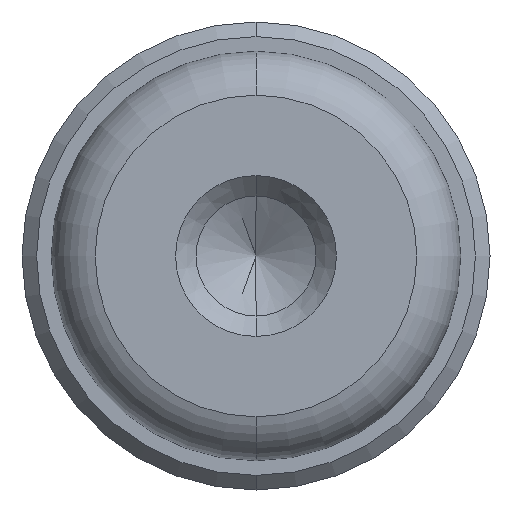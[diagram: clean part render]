
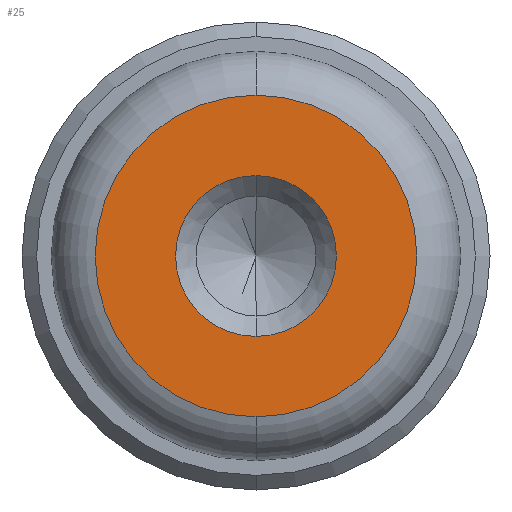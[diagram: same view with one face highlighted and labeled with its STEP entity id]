
A CAD part, front view. The second image highlights one B-rep face of the part: STEP entity #25.
In plain terms, the highlighted planar face has unit normal (0, -1, 0).
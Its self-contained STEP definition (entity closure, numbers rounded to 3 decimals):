
#11 = EDGE_CURVE ( 'NONE', #399, #437, #186, .T. ) ;
#12 = EDGE_CURVE ( 'NONE', #432, #541, #164, .T. ) ;
#25 = ADVANCED_FACE ( 'NONE', ( #94, #118 ), #527, .T. ) ;
#38 = EDGE_LOOP ( 'NONE', ( #584, #387 ) ) ;
#54 = AXIS2_PLACEMENT_3D ( 'NONE', #550, #543, #317 ) ;
#70 = AXIS2_PLACEMENT_3D ( 'NONE', #482, #285, #345 ) ;
#94 = FACE_BOUND ( 'NONE', #38, .T. ) ;
#95 = AXIS2_PLACEMENT_3D ( 'NONE', #510, #518, #578 ) ;
#103 = AXIS2_PLACEMENT_3D ( 'NONE', #305, #371, #365 ) ;
#118 = FACE_OUTER_BOUND ( 'NONE', #468, .T. ) ;
#159 = CIRCLE ( 'NONE', #629, 5.5 ) ;
#164 = CIRCLE ( 'NONE', #95, 2.75 ) ;
#186 = CIRCLE ( 'NONE', #70, 5.5 ) ;
#194 = CIRCLE ( 'NONE', #103, 2.75 ) ;
#201 = EDGE_CURVE ( 'NONE', #541, #432, #194, .T. ) ;
#210 = EDGE_CURVE ( 'NONE', #437, #399, #159, .T. ) ;
#265 = DIRECTION ( 'NONE',  ( 0., -1., 0. ) ) ;
#271 = ORIENTED_EDGE ( 'NONE', *, *, #11, .T. ) ;
#276 = ORIENTED_EDGE ( 'NONE', *, *, #210, .T. ) ;
#285 = DIRECTION ( 'NONE',  ( 0., -1., 0. ) ) ;
#305 = CARTESIAN_POINT ( 'NONE',  ( 0., -3., 0. ) ) ;
#317 = DIRECTION ( 'NONE',  ( 0., 0., -1. ) ) ;
#345 = DIRECTION ( 'NONE',  ( 0., 0., -1. ) ) ;
#365 = DIRECTION ( 'NONE',  ( 0., 0., -1. ) ) ;
#371 = DIRECTION ( 'NONE',  ( 0., -1., 0. ) ) ;
#387 = ORIENTED_EDGE ( 'NONE', *, *, #12, .F. ) ;
#390 = CARTESIAN_POINT ( 'NONE',  ( 0., -3., 2.75 ) ) ;
#398 = CARTESIAN_POINT ( 'NONE',  ( 0., -3., -2.75 ) ) ;
#399 = VERTEX_POINT ( 'NONE', #566 ) ;
#426 = DIRECTION ( 'NONE',  ( 0., 0., -1. ) ) ;
#432 = VERTEX_POINT ( 'NONE', #390 ) ;
#437 = VERTEX_POINT ( 'NONE', #567 ) ;
#442 = CARTESIAN_POINT ( 'NONE',  ( 0., -3., 0. ) ) ;
#468 = EDGE_LOOP ( 'NONE', ( #271, #276 ) ) ;
#482 = CARTESIAN_POINT ( 'NONE',  ( 0., -3., 0. ) ) ;
#510 = CARTESIAN_POINT ( 'NONE',  ( 0., -3., 0. ) ) ;
#518 = DIRECTION ( 'NONE',  ( 0., -1., 0. ) ) ;
#527 = PLANE ( 'NONE',  #54 ) ;
#541 = VERTEX_POINT ( 'NONE', #398 ) ;
#543 = DIRECTION ( 'NONE',  ( 0., -1., 0. ) ) ;
#550 = CARTESIAN_POINT ( 'NONE',  ( 0., -3., 0. ) ) ;
#566 = CARTESIAN_POINT ( 'NONE',  ( 0., -3., -5.5 ) ) ;
#567 = CARTESIAN_POINT ( 'NONE',  ( 0., -3., 5.5 ) ) ;
#578 = DIRECTION ( 'NONE',  ( 0., 0., -1. ) ) ;
#584 = ORIENTED_EDGE ( 'NONE', *, *, #201, .F. ) ;
#629 = AXIS2_PLACEMENT_3D ( 'NONE', #442, #265, #426 ) ;
